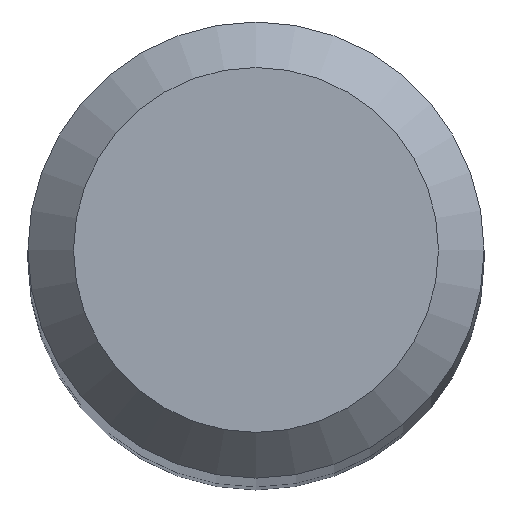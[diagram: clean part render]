
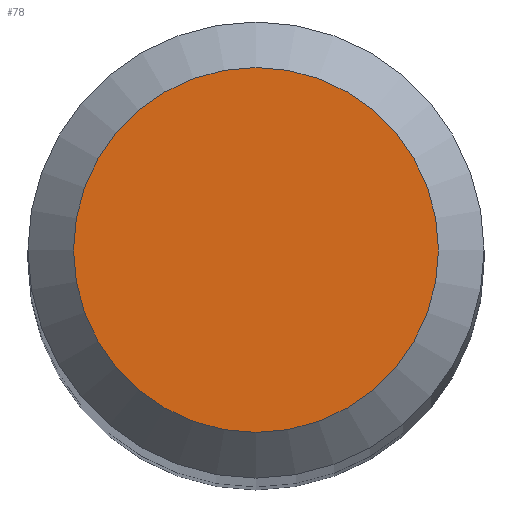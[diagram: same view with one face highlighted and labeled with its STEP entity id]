
A CAD part, top view. The second image highlights one B-rep face of the part: STEP entity #78.
In plain terms, the highlighted planar face has unit normal (0, 0, 1).
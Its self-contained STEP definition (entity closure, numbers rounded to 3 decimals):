
#23 = DIRECTION ( 'NONE',  ( 0., 1., 0. ) ) ;
#32 = CIRCLE ( 'NONE', #143, 2. ) ;
#34 = FACE_OUTER_BOUND ( 'NONE', #124, .T. ) ;
#60 = DIRECTION ( 'NONE',  ( 0., 0., -1. ) ) ;
#78 = ADVANCED_FACE ( 'NONE', ( #34 ), #99, .F. ) ;
#86 = DIRECTION ( 'NONE',  ( 0., 0., -1. ) ) ;
#88 = CARTESIAN_POINT ( 'NONE',  ( 0., 2., 75. ) ) ;
#99 = PLANE ( 'NONE',  #121 ) ;
#121 = AXIS2_PLACEMENT_3D ( 'NONE', #140, #60, #189 ) ;
#123 = ORIENTED_EDGE ( 'NONE', *, *, #197, .F. ) ;
#124 = EDGE_LOOP ( 'NONE', ( #123 ) ) ;
#140 = CARTESIAN_POINT ( 'NONE',  ( 0., 0., 75. ) ) ;
#143 = AXIS2_PLACEMENT_3D ( 'NONE', #195, #86, #23 ) ;
#166 = VERTEX_POINT ( 'NONE', #88 ) ;
#189 = DIRECTION ( 'NONE',  ( 0., 1., 0. ) ) ;
#195 = CARTESIAN_POINT ( 'NONE',  ( 0., 0., 75. ) ) ;
#197 = EDGE_CURVE ( 'NONE', #166, #166, #32, .T. ) ;
